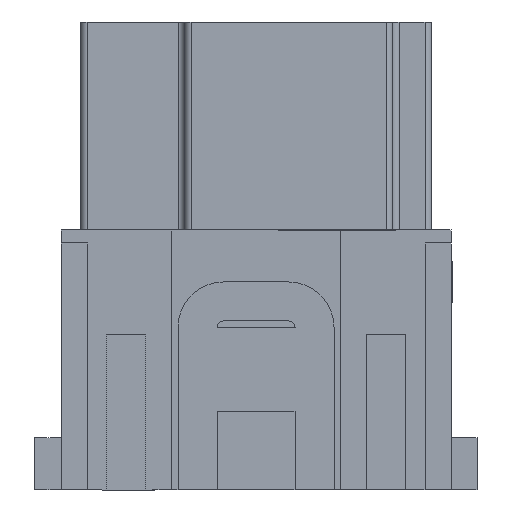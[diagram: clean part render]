
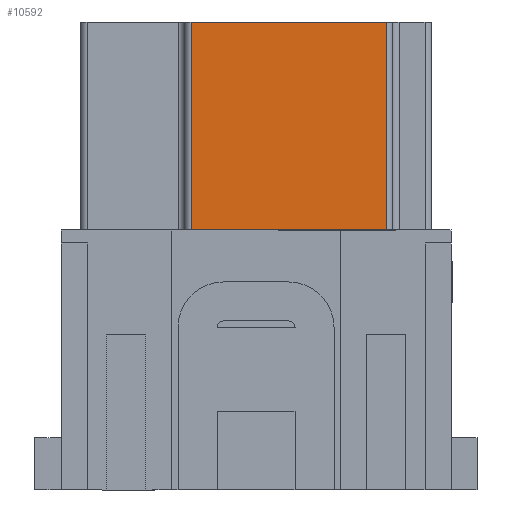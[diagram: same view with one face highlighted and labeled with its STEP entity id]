
A CAD part, front view. The second image highlights one B-rep face of the part: STEP entity #10592.
In plain terms, the highlighted planar face has unit normal (0, -1, 0).
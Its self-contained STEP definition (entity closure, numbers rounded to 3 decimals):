
#8505=CARTESIAN_POINT('',(10.,-5.85,-16.0));
#8506=VERTEX_POINT('',#8505);
#8514=CARTESIAN_POINT('',(-5.,-5.85,-16.0));
#8515=VERTEX_POINT('',#8514);
#8516=CARTESIAN_POINT('',(-5.,-5.85,-16.0));
#8517=DIRECTION('',(1.0,0.0,0.0));
#8518=VECTOR('',#8517,15.);
#8519=LINE('',#8516,#8518);
#8520=EDGE_CURVE('',#8515,#8506,#8519,.T.);
#10550=CARTESIAN_POINT('',(-5.,-5.85,0.0));
#10551=VERTEX_POINT('',#10550);
#10552=CARTESIAN_POINT('',(-5.,-5.85,0.0));
#10553=DIRECTION('',(0.0,0.0,-1.0));
#10554=VECTOR('',#10553,16.0);
#10555=LINE('',#10552,#10554);
#10556=EDGE_CURVE('',#10551,#8515,#10555,.T.);
#10569=CARTESIAN_POINT('',(-5.,-5.85,0.0));
#10570=DIRECTION('',(0.0,-1.0,0.0));
#10571=DIRECTION('',(0.0,0.0,-1.0));
#10572=AXIS2_PLACEMENT_3D('',#10569,#10570,#10571);
#10573=PLANE('',#10572);
#10574=ORIENTED_EDGE('',*,*,#8520,.T.);
#10575=CARTESIAN_POINT('',(10.,-5.85,0.0));
#10576=VERTEX_POINT('',#10575);
#10577=CARTESIAN_POINT('',(10.,-5.85,0.0));
#10578=DIRECTION('',(0.0,0.0,-1.0));
#10579=VECTOR('',#10578,16.0);
#10580=LINE('',#10577,#10579);
#10581=EDGE_CURVE('',#10576,#8506,#10580,.T.);
#10582=ORIENTED_EDGE('',*,*,#10581,.F.);
#10583=CARTESIAN_POINT('',(-5.,-5.85,0.0));
#10584=DIRECTION('',(1.0,0.0,0.0));
#10585=VECTOR('',#10584,15.);
#10586=LINE('',#10583,#10585);
#10587=EDGE_CURVE('',#10551,#10576,#10586,.T.);
#10588=ORIENTED_EDGE('',*,*,#10587,.F.);
#10589=ORIENTED_EDGE('',*,*,#10556,.T.);
#10590=EDGE_LOOP('',(#10574,#10582,#10588,#10589));
#10591=FACE_OUTER_BOUND('',#10590,.T.);
#10592=ADVANCED_FACE('',(#10591),#10573,.T.);
